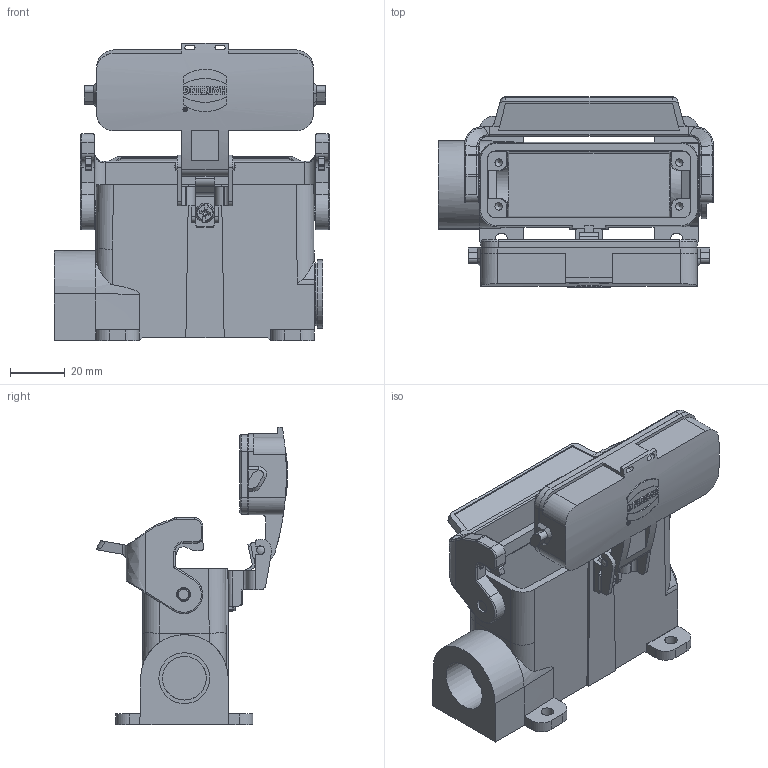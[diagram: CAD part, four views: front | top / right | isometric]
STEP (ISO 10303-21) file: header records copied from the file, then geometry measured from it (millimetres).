
FILE_DESCRIPTION((''),'2;1');
FILE_NAME('05200160263.stp','2020-07-07T16:10:17',('e.eickhoff'),(''),'Autodesk Inventor 2012','Autodesk Inventor 2012','');
FILE_SCHEMA(('AUTOMOTIVE_DESIGN { 1 0 10303 214 1 1 1 1 }'));
Length unit declared in the file: millimetre
Products named in the file (3): 05200160263; KBRM20
Assembly tree (2 placements, depth 2):
  05200160263
    05200160263
    KBRM20
Bounding box: 100.5 x 69.66 x 108.68 mm (x, y, z)
Volume: 91161.2 mm3; surface area: 55138.9 mm2
Topology: 4 solids, 5 shells, 805 faces, 2671 edges, 2456 vertices
Faces by surface type: plane 447, cylinder 230, bspline 58, torus 41, cone 27, sphere 2
Full cylindrical faces by diameter (mm): 2.74 x4, 3 x2, 4 x3, 4.6 x4, 4.8 x2, 5.1 x2, 7 x3, 16 x1, 18.6 x2, 20.5 x1, 23 x1, 25 x1
Entity records: 35562 total; most frequent: CARTESIAN_POINT 11783, DIRECTION 4416, ORIENTED_EDGE 4114, EDGE_CURVE 2057, AXIS2_PLACEMENT_3D 1475, VECTOR 1466, LINE 1466, VERTEX_POINT 1346
